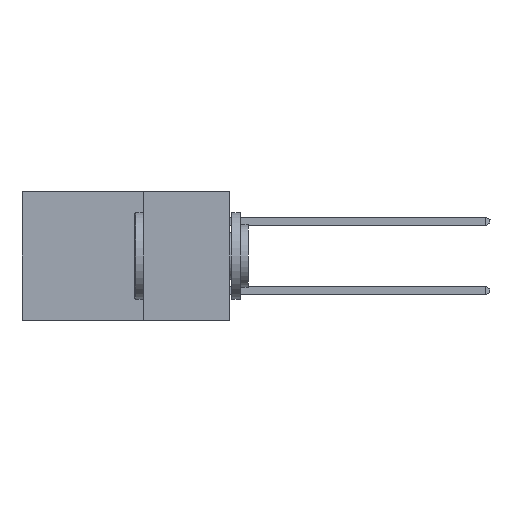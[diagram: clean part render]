
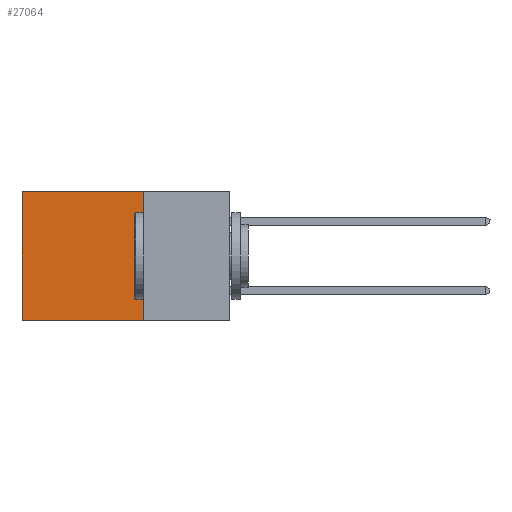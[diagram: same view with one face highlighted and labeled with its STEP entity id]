
A CAD part, left-side view. The second image highlights one B-rep face of the part: STEP entity #27064.
In plain terms, the highlighted planar face has unit normal (-1, 0, 0).
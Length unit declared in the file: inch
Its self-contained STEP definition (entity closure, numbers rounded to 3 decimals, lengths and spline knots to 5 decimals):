
#337 = ORIENTED_EDGE ( 'NONE', *, *, #11374, .T. ) ;
#976 = CARTESIAN_POINT ( 'NONE',  ( 0.298, 0.25, -0.37 ) ) ;
#1317 = CARTESIAN_POINT ( 'NONE',  ( 0.298, 0.25, 0. ) ) ;
#1906 = CARTESIAN_POINT ( 'NONE',  ( 0.298, 0.6, 0. ) ) ;
#2327 = VECTOR ( 'NONE', #21206, 39.37008 ) ;
#2620 = ORIENTED_EDGE ( 'NONE', *, *, #10795, .F. ) ;
#2875 = VERTEX_POINT ( 'NONE', #1906 ) ;
#3324 = AXIS2_PLACEMENT_3D ( 'NONE', #26052, #28202, #15097 ) ;
#3655 = VECTOR ( 'NONE', #20920, 39.37008 ) ;
#4297 = CARTESIAN_POINT ( 'NONE',  ( 0.298, 0.25, 0. ) ) ;
#4334 = CARTESIAN_POINT ( 'NONE',  ( 0.298, 0.25, -0.37 ) ) ;
#4377 = ORIENTED_EDGE ( 'NONE', *, *, #6376, .F. ) ;
#4425 = DIRECTION ( 'NONE',  ( 0., 0., -1. ) ) ;
#6376 = EDGE_CURVE ( 'NONE', #11565, #15989, #9128, .T. ) ;
#9128 = LINE ( 'NONE', #976, #12948 ) ;
#10795 = EDGE_CURVE ( 'NONE', #12291, #11565, #26945, .T. ) ;
#11374 = EDGE_CURVE ( 'NONE', #12291, #2875, #15824, .T. ) ;
#11565 = VERTEX_POINT ( 'NONE', #4334 ) ;
#12291 = VERTEX_POINT ( 'NONE', #4297 ) ;
#12662 = PLANE ( 'NONE',  #3324 ) ;
#12948 = VECTOR ( 'NONE', #21155, 39.37008 ) ;
#14198 = VECTOR ( 'NONE', #4425, 39.37008 ) ;
#15097 = DIRECTION ( 'NONE',  ( 0., 0., -1. ) ) ;
#15824 = LINE ( 'NONE', #1317, #3655 ) ;
#15989 = VERTEX_POINT ( 'NONE', #21988 ) ;
#17714 = CARTESIAN_POINT ( 'NONE',  ( 0.298, 0.6, 0. ) ) ;
#19552 = EDGE_CURVE ( 'NONE', #2875, #15989, #22237, .T. ) ;
#20920 = DIRECTION ( 'NONE',  ( 0., 1., 0. ) ) ;
#21155 = DIRECTION ( 'NONE',  ( 0., 1., 0. ) ) ;
#21206 = DIRECTION ( 'NONE',  ( 0., 0., -1. ) ) ;
#21988 = CARTESIAN_POINT ( 'NONE',  ( 0.298, 0.6, -0.37 ) ) ;
#22237 = LINE ( 'NONE', #17714, #14198 ) ;
#23796 = ORIENTED_EDGE ( 'NONE', *, *, #19552, .T. ) ;
#24965 = EDGE_LOOP ( 'NONE', ( #23796, #4377, #2620, #337 ) ) ;
#26052 = CARTESIAN_POINT ( 'NONE',  ( 0.298, 0.25, 0. ) ) ;
#26945 = LINE ( 'NONE', #27898, #2327 ) ;
#27064 = ADVANCED_FACE ( 'NONE', ( #27348 ), #12662, .F. ) ;
#27348 = FACE_OUTER_BOUND ( 'NONE', #24965, .T. ) ;
#27898 = CARTESIAN_POINT ( 'NONE',  ( 0.298, 0.25, 0. ) ) ;
#28202 = DIRECTION ( 'NONE',  ( 1., 0., 0. ) ) ;
